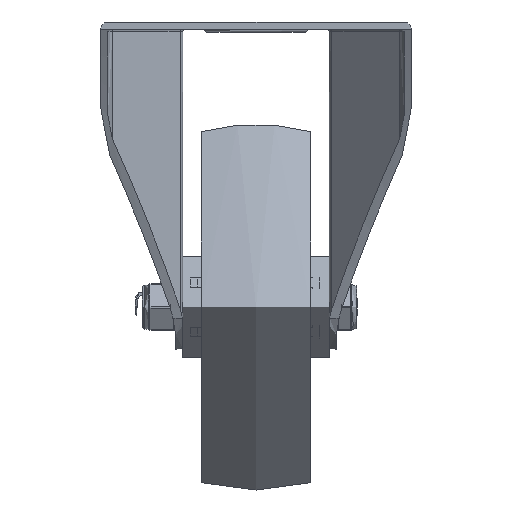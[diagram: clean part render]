
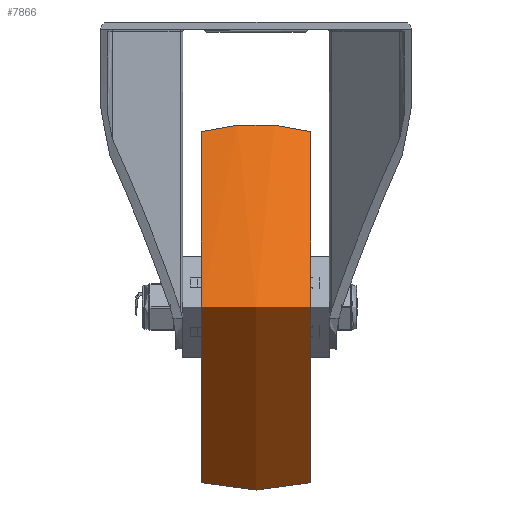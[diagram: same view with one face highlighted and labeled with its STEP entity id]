
A CAD part, left-side view. The second image highlights one B-rep face of the part: STEP entity #7866.
In plain terms, the highlighted free-form (B-spline) face has degree [2, 2] with [3, 9] control points.
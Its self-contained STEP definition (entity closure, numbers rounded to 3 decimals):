
#44=(
BOUNDED_SURFACE()
B_SPLINE_SURFACE(2,2,((#12805,#12806,#12807,#12808,#12809,#12810,#12811,
#12812,#12813),(#12814,#12815,#12816,#12817,#12818,#12819,#12820,#12821,
#12822),(#12823,#12824,#12825,#12826,#12827,#12828,#12829,#12830,#12831)),
 .UNSPECIFIED.,.F.,.T.,.F.)
B_SPLINE_SURFACE_WITH_KNOTS((3,3),(3,2,2,2,3),(-0.265,0.265),
(-3.142,-1.571,0.,1.571,3.142),
 .UNSPECIFIED.)
GEOMETRIC_REPRESENTATION_ITEM()
RATIONAL_B_SPLINE_SURFACE(((1.,0.707,1.,0.707,1.,
0.707,1.,0.707,1.),(0.965,0.682,
0.965,0.682,0.965,0.682,
0.965,0.682,0.965),(1.,0.707,
1.,0.707,1.,0.707,1.,0.707,1.)))
REPRESENTATION_ITEM('')
SURFACE()
);
#836=FACE_OUTER_BOUND('',#1333,.T.);
#1333=EDGE_LOOP('',(#5925,#5926,#5927,#5928));
#2972=CIRCLE('',#8599,48.);
#2973=CIRCLE('',#8600,57.25);
#2974=CIRCLE('',#8601,48.);
#3486=VERTEX_POINT('',#12832);
#3487=VERTEX_POINT('',#12834);
#4359=EDGE_CURVE('',#3486,#3486,#2972,.T.);
#4360=EDGE_CURVE('',#3486,#3487,#2973,.T.);
#4361=EDGE_CURVE('',#3487,#3487,#2974,.T.);
#5925=ORIENTED_EDGE('',*,*,#4359,.F.);
#5926=ORIENTED_EDGE('',*,*,#4360,.T.);
#5927=ORIENTED_EDGE('',*,*,#4361,.T.);
#5928=ORIENTED_EDGE('',*,*,#4360,.F.);
#7866=ADVANCED_FACE('',(#836),#44,.F.);
#8599=AXIS2_PLACEMENT_3D('',#12833,#9977,#9978);
#8600=AXIS2_PLACEMENT_3D('',#12835,#9979,#9980);
#8601=AXIS2_PLACEMENT_3D('',#12836,#9981,#9982);
#9977=DIRECTION('center_axis',(0.,1.,0.));
#9978=DIRECTION('ref_axis',(-1.,0.,0.));
#9979=DIRECTION('center_axis',(1.,0.,0.));
#9980=DIRECTION('ref_axis',(0.,0.,1.));
#9981=DIRECTION('center_axis',(0.,1.,0.));
#9982=DIRECTION('ref_axis',(-1.,0.,0.));
#12805=CARTESIAN_POINT('Ctrl Pts',(0.,-15.,48.));
#12806=CARTESIAN_POINT('Ctrl Pts',(48.,-15.,48.));
#12807=CARTESIAN_POINT('Ctrl Pts',(48.,-15.,0.));
#12808=CARTESIAN_POINT('Ctrl Pts',(48.,-15.,-48.));
#12809=CARTESIAN_POINT('Ctrl Pts',(0.,-15.,-48.));
#12810=CARTESIAN_POINT('Ctrl Pts',(-48.,-15.,-48.));
#12811=CARTESIAN_POINT('Ctrl Pts',(-48.,-15.,0.));
#12812=CARTESIAN_POINT('Ctrl Pts',(-48.,-15.,48.));
#12813=CARTESIAN_POINT('Ctrl Pts',(0.,-15.,48.));
#12814=CARTESIAN_POINT('Ctrl Pts',(0.,0.,
52.072));
#12815=CARTESIAN_POINT('Ctrl Pts',(52.072,0.,
52.072));
#12816=CARTESIAN_POINT('Ctrl Pts',(52.072,0.,
0.));
#12817=CARTESIAN_POINT('Ctrl Pts',(52.072,0.,
-52.072));
#12818=CARTESIAN_POINT('Ctrl Pts',(0.,0.,-52.072));
#12819=CARTESIAN_POINT('Ctrl Pts',(-52.072,0.,
-52.072));
#12820=CARTESIAN_POINT('Ctrl Pts',(-52.072,0.,
0.));
#12821=CARTESIAN_POINT('Ctrl Pts',(-52.072,0.,
52.072));
#12822=CARTESIAN_POINT('Ctrl Pts',(0.,0.,
52.072));
#12823=CARTESIAN_POINT('Ctrl Pts',(0.,15.,48.));
#12824=CARTESIAN_POINT('Ctrl Pts',(48.,15.,48.));
#12825=CARTESIAN_POINT('Ctrl Pts',(48.,15.,0.));
#12826=CARTESIAN_POINT('Ctrl Pts',(48.,15.,-48.));
#12827=CARTESIAN_POINT('Ctrl Pts',(0.,15.,-48.));
#12828=CARTESIAN_POINT('Ctrl Pts',(-48.,15.,-48.));
#12829=CARTESIAN_POINT('Ctrl Pts',(-48.,15.,0.));
#12830=CARTESIAN_POINT('Ctrl Pts',(-48.,15.,48.));
#12831=CARTESIAN_POINT('Ctrl Pts',(0.,15.,48.));
#12832=CARTESIAN_POINT('',(0.,15.,48.));
#12833=CARTESIAN_POINT('Origin',(0.,15.,0.));
#12834=CARTESIAN_POINT('',(0.,-15.,48.));
#12835=CARTESIAN_POINT('Origin',(0.,0.,
-7.25));
#12836=CARTESIAN_POINT('Origin',(0.,-15.,0.));
